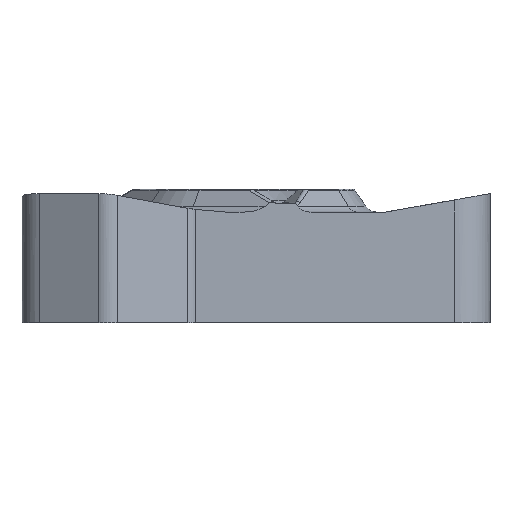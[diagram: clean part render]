
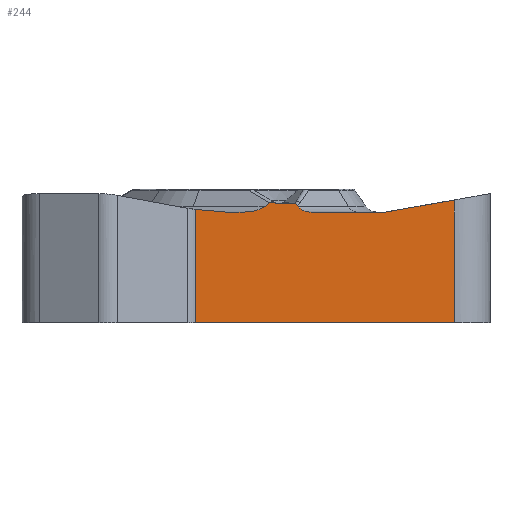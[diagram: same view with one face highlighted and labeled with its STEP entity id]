
A CAD part, left-side view. The second image highlights one B-rep face of the part: STEP entity #244.
In plain terms, the highlighted planar face has unit normal (-1, 0, 0).
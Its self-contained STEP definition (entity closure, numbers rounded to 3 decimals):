
#152=CIRCLE('',#2375,0.75);
#244=ADVANCED_FACE('',(#419),#381,.F.);
#381=PLANE('',#2382);
#419=FACE_OUTER_BOUND('',#553,.T.);
#553=EDGE_LOOP('',(#782,#783,#784,#785,#786,#787,#788,#789,#790,#791,#792,
#793,#794,#795,#796,#797,#798,#799,#800));
#695=ELLIPSE('',#2376,0.884,0.75);
#696=ELLIPSE('',#2377,0.242,0.205);
#697=ELLIPSE('',#2378,0.309,0.3);
#698=ELLIPSE('',#2379,0.304,0.205);
#699=ELLIPSE('',#2380,1.5,0.75);
#700=ELLIPSE('',#2381,1.5,0.75);
#782=ORIENTED_EDGE('',*,*,#1679,.T.);
#783=ORIENTED_EDGE('',*,*,#1681,.T.);
#784=ORIENTED_EDGE('',*,*,#1682,.F.);
#785=ORIENTED_EDGE('',*,*,#1683,.T.);
#786=ORIENTED_EDGE('',*,*,#1684,.T.);
#787=ORIENTED_EDGE('',*,*,#1685,.T.);
#788=ORIENTED_EDGE('',*,*,#1686,.T.);
#789=ORIENTED_EDGE('',*,*,#1687,.F.);
#790=ORIENTED_EDGE('',*,*,#1688,.F.);
#791=ORIENTED_EDGE('',*,*,#1689,.F.);
#792=ORIENTED_EDGE('',*,*,#1661,.T.);
#793=ORIENTED_EDGE('',*,*,#1690,.T.);
#794=ORIENTED_EDGE('',*,*,#1691,.F.);
#795=ORIENTED_EDGE('',*,*,#1692,.F.);
#796=ORIENTED_EDGE('',*,*,#1693,.T.);
#797=ORIENTED_EDGE('',*,*,#1694,.T.);
#798=ORIENTED_EDGE('',*,*,#1695,.T.);
#799=ORIENTED_EDGE('',*,*,#1696,.T.);
#800=ORIENTED_EDGE('',*,*,#1697,.T.);
#1449=VERTEX_POINT('',#3699);
#1450=VERTEX_POINT('',#3701);
#1466=VERTEX_POINT('',#3736);
#1467=VERTEX_POINT('',#3738);
#1468=VERTEX_POINT('',#3742);
#1469=VERTEX_POINT('',#3744);
#1470=VERTEX_POINT('',#3746);
#1471=VERTEX_POINT('',#3748);
#1472=VERTEX_POINT('',#3750);
#1473=VERTEX_POINT('',#3752);
#1474=VERTEX_POINT('',#3754);
#1475=VERTEX_POINT('',#3762);
#1476=VERTEX_POINT('',#3765);
#1477=VERTEX_POINT('',#3776);
#1478=VERTEX_POINT('',#3778);
#1479=VERTEX_POINT('',#3780);
#1480=VERTEX_POINT('',#3782);
#1481=VERTEX_POINT('',#3784);
#1482=VERTEX_POINT('',#3786);
#1661=EDGE_CURVE('',#1450,#1449,#2000,.T.);
#1679=EDGE_CURVE('',#1467,#1466,#2015,.T.);
#1681=EDGE_CURVE('',#1466,#1468,#2016,.T.);
#1682=EDGE_CURVE('',#1469,#1468,#2017,.T.);
#1683=EDGE_CURVE('',#1469,#1470,#2018,.T.);
#1684=EDGE_CURVE('',#1470,#1471,#152,.T.);
#1685=EDGE_CURVE('',#1471,#1472,#2019,.T.);
#1686=EDGE_CURVE('',#1472,#1473,#695,.T.);
#1687=EDGE_CURVE('',#1474,#1473,#2020,.T.);
#1688=EDGE_CURVE('',#1475,#1474,#2291,.T.);
#1689=EDGE_CURVE('',#1450,#1475,#696,.T.);
#1690=EDGE_CURVE('',#1449,#1476,#697,.T.);
#1691=EDGE_CURVE('',#1477,#1476,#2292,.T.);
#1692=EDGE_CURVE('',#1478,#1477,#698,.T.);
#1693=EDGE_CURVE('',#1478,#1479,#2021,.T.);
#1694=EDGE_CURVE('',#1479,#1480,#699,.T.);
#1695=EDGE_CURVE('',#1480,#1481,#2022,.T.);
#1696=EDGE_CURVE('',#1481,#1482,#700,.T.);
#1697=EDGE_CURVE('',#1482,#1467,#2023,.T.);
#2000=LINE('',#3700,#2144);
#2015=LINE('',#3737,#2159);
#2016=LINE('',#3741,#2160);
#2017=LINE('',#3743,#2161);
#2018=LINE('',#3745,#2162);
#2019=LINE('',#3749,#2163);
#2020=LINE('',#3753,#2164);
#2021=LINE('',#3779,#2165);
#2022=LINE('',#3783,#2166);
#2023=LINE('',#3787,#2167);
#2144=VECTOR('',#2643,1.);
#2159=VECTOR('',#2668,1.);
#2160=VECTOR('',#2673,1.);
#2161=VECTOR('',#2674,1.);
#2162=VECTOR('',#2675,1.);
#2163=VECTOR('',#2678,1.);
#2164=VECTOR('',#2681,1.);
#2165=VECTOR('',#2688,1.);
#2166=VECTOR('',#2691,1.);
#2167=VECTOR('',#2694,1.);
#2291=B_SPLINE_CURVE_WITH_KNOTS('',3,(#3755,#3756,#3757,#3758,#3759,#3760,
#3761),.UNSPECIFIED.,.F.,.F.,(4,3,4),(0.,0.539,1.),
 .UNSPECIFIED.);
#2292=B_SPLINE_CURVE_WITH_KNOTS('',3,(#3766,#3767,#3768,#3769,#3770,#3771,
#3772,#3773,#3774,#3775),.UNSPECIFIED.,.F.,.F.,(4,3,3,4),(0.,0.216,
0.521,1.),.UNSPECIFIED.);
#2375=AXIS2_PLACEMENT_3D('',#3747,#2676,#2677);
#2376=AXIS2_PLACEMENT_3D('',#3751,#2679,#2680);
#2377=AXIS2_PLACEMENT_3D('',#3763,#2682,#2683);
#2378=AXIS2_PLACEMENT_3D('',#3764,#2684,#2685);
#2379=AXIS2_PLACEMENT_3D('',#3777,#2686,#2687);
#2380=AXIS2_PLACEMENT_3D('',#3781,#2689,#2690);
#2381=AXIS2_PLACEMENT_3D('',#3785,#2692,#2693);
#2382=AXIS2_PLACEMENT_3D('',#3788,#2695,#2696);
#2643=DIRECTION('',(0.,1.,0.));
#2668=DIRECTION('',(0.,0.,-1.));
#2673=DIRECTION('',(0.,-1.,0.));
#2674=DIRECTION('',(0.,0.,-1.));
#2675=DIRECTION('',(0.,0.985,-0.174));
#2676=DIRECTION('',(1.,0.,0.));
#2677=DIRECTION('',(0.,1.,0.));
#2678=DIRECTION('',(0.,1.,0.));
#2679=DIRECTION('',(1.,0.,0.));
#2680=DIRECTION('',(0.,1.,0.));
#2681=DIRECTION('',(0.,-0.637,-0.771));
#2682=DIRECTION('',(1.,0.,0.));
#2683=DIRECTION('',(0.,-1.,0.));
#2684=DIRECTION('',(1.,0.,0.));
#2685=DIRECTION('',(0.,1.,0.));
#2686=DIRECTION('',(1.,0.,0.));
#2687=DIRECTION('',(0.,-0.858,-0.514));
#2688=DIRECTION('',(0.,0.814,-0.581));
#2689=DIRECTION('',(1.,0.,0.));
#2690=DIRECTION('',(0.,1.,0.));
#2691=DIRECTION('',(0.,1.,0.));
#2692=DIRECTION('',(1.,0.,0.));
#2693=DIRECTION('',(0.,1.,0.));
#2694=DIRECTION('',(0.,0.996,0.088));
#2695=DIRECTION('',(1.,0.,0.));
#2696=DIRECTION('',(0.,1.,0.));
#3699=CARTESIAN_POINT('',(-7.938,-1.528,-0.3));
#3700=CARTESIAN_POINT('',(-7.938,0.,-0.3));
#3701=CARTESIAN_POINT('',(-7.938,-2.414,-0.3));
#3736=CARTESIAN_POINT('',(-7.938,3.123,-7.));
#3737=CARTESIAN_POINT('',(-7.938,3.123,25.));
#3738=CARTESIAN_POINT('',(-7.938,3.123,-0.628));
#3741=CARTESIAN_POINT('',(-7.938,3.123,-7.));
#3742=CARTESIAN_POINT('',(-7.938,-11.45,-7.));
#3743=CARTESIAN_POINT('',(-7.938,-11.45,25.));
#3744=CARTESIAN_POINT('',(-7.938,-11.45,-0.097));
#3745=CARTESIAN_POINT('',(-7.938,-4.637,-1.298));
#3746=CARTESIAN_POINT('',(-7.938,-7.635,-0.77));
#3747=CARTESIAN_POINT('',(-7.938,-7.504,-0.031));
#3748=CARTESIAN_POINT('',(-7.938,-7.504,-0.781));
#3749=CARTESIAN_POINT('',(-7.938,0.,-0.781));
#3750=CARTESIAN_POINT('',(-7.938,-3.398,-0.781));
#3751=CARTESIAN_POINT('',(-7.938,-3.398,-0.031));
#3752=CARTESIAN_POINT('',(-7.938,-2.673,-0.461));
#3753=CARTESIAN_POINT('',(-7.937,10.911,15.991));
#3754=CARTESIAN_POINT('',(-7.938,-2.609,-0.384));
#3755=CARTESIAN_POINT('',(-7.938,-2.454,-0.303));
#3756=CARTESIAN_POINT('',(-7.938,-2.486,-0.307));
#3757=CARTESIAN_POINT('',(-7.938,-2.518,-0.317));
#3758=CARTESIAN_POINT('',(-7.938,-2.546,-0.332));
#3759=CARTESIAN_POINT('',(-7.938,-2.57,-0.345));
#3760=CARTESIAN_POINT('',(-7.938,-2.592,-0.363));
#3761=CARTESIAN_POINT('',(-7.938,-2.609,-0.384));
#3762=CARTESIAN_POINT('',(-7.938,-2.454,-0.303));
#3763=CARTESIAN_POINT('',(-7.938,-2.414,-0.505));
#3764=CARTESIAN_POINT('',(-7.938,-1.528,0.));
#3765=CARTESIAN_POINT('',(-7.938,-1.408,-0.276));
#3766=CARTESIAN_POINT('',(-7.938,-1.079,-0.264));
#3767=CARTESIAN_POINT('',(-7.938,-1.1,-0.25));
#3768=CARTESIAN_POINT('',(-7.938,-1.124,-0.242));
#3769=CARTESIAN_POINT('',(-7.938,-1.148,-0.237));
#3770=CARTESIAN_POINT('',(-7.938,-1.181,-0.23));
#3771=CARTESIAN_POINT('',(-7.938,-1.217,-0.23));
#3772=CARTESIAN_POINT('',(-7.938,-1.251,-0.234));
#3773=CARTESIAN_POINT('',(-7.938,-1.305,-0.24));
#3774=CARTESIAN_POINT('',(-7.938,-1.358,-0.256));
#3775=CARTESIAN_POINT('',(-7.938,-1.408,-0.276));
#3776=CARTESIAN_POINT('',(-7.938,-1.079,-0.264));
#3777=CARTESIAN_POINT('',(-7.938,-1.293,-0.468));
#3778=CARTESIAN_POINT('',(-7.938,-1.072,-0.268));
#3779=CARTESIAN_POINT('',(-7.938,-12.312,7.758));
#3780=CARTESIAN_POINT('',(-7.938,-0.802,-0.461));
#3781=CARTESIAN_POINT('',(-7.938,0.427,-0.031));
#3782=CARTESIAN_POINT('',(-7.938,0.427,-0.781));
#3783=CARTESIAN_POINT('',(-7.938,3.123,-0.781));
#3784=CARTESIAN_POINT('',(-7.938,1.261,-0.781));
#3785=CARTESIAN_POINT('',(-7.938,1.261,-0.031));
#3786=CARTESIAN_POINT('',(-7.938,1.521,-0.77));
#3787=CARTESIAN_POINT('',(-7.938,5.365,-0.431));
#3788=CARTESIAN_POINT('',(-7.938,3.123,25.));
